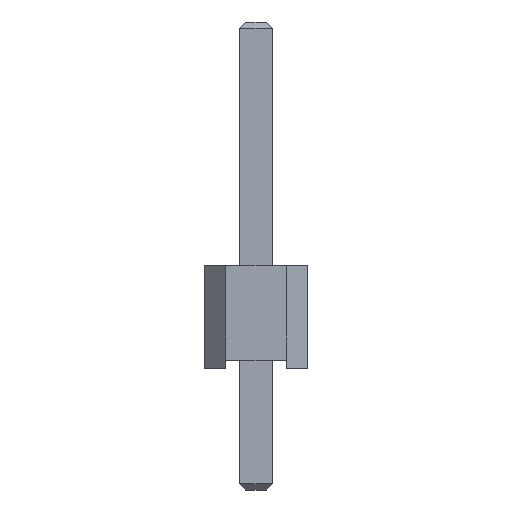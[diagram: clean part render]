
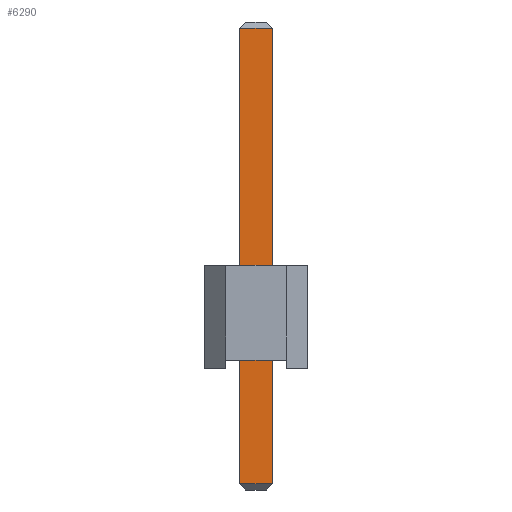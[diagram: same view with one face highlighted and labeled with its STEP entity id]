
A CAD part, front view. The second image highlights one B-rep face of the part: STEP entity #6290.
In plain terms, the highlighted planar face has unit normal (0, -1, 0).
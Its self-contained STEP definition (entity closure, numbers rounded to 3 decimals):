
#5878 = PLANE('',#5879);
#5879 = AXIS2_PLACEMENT_3D('',#5880,#5881,#5882);
#5880 = CARTESIAN_POINT('',(-0.4,-0.4,-3.));
#5881 = DIRECTION('',(-1.,0.,0.));
#5882 = DIRECTION('',(0.,1.,0.));
#5934 = PLANE('',#5935);
#5935 = AXIS2_PLACEMENT_3D('',#5936,#5937,#5938);
#5936 = CARTESIAN_POINT('',(0.4,0.4,-3.));
#5937 = DIRECTION('',(1.,0.,0.));
#5938 = DIRECTION('',(0.,-1.,0.));
#5975 = EDGE_CURVE('',#5976,#5978,#5980,.T.);
#5976 = VERTEX_POINT('',#5977);
#5977 = CARTESIAN_POINT('',(-0.4,-0.4,-2.85));
#5978 = VERTEX_POINT('',#5979);
#5979 = CARTESIAN_POINT('',(-0.4,-0.4,8.39));
#5980 = SURFACE_CURVE('',#5981,(#5985,#5992),.PCURVE_S1.);
#5981 = LINE('',#5982,#5983);
#5982 = CARTESIAN_POINT('',(-0.4,-0.4,-3.));
#5983 = VECTOR('',#5984,1.);
#5984 = DIRECTION('',(0.,0.,1.));
#5985 = PCURVE('',#5878,#5986);
#5986 = DEFINITIONAL_REPRESENTATION('',(#5987),#5991);
#5987 = LINE('',#5988,#5989);
#5988 = CARTESIAN_POINT('',(0.,0.));
#5989 = VECTOR('',#5990,1.);
#5990 = DIRECTION('',(0.,-1.));
#5991 = ( GEOMETRIC_REPRESENTATION_CONTEXT(2) 
PARAMETRIC_REPRESENTATION_CONTEXT() REPRESENTATION_CONTEXT('2D SPACE',''
  ) );
#5992 = PCURVE('',#5993,#5998);
#5993 = PLANE('',#5994);
#5994 = AXIS2_PLACEMENT_3D('',#5995,#5996,#5997);
#5995 = CARTESIAN_POINT('',(0.4,-0.4,-3.));
#5996 = DIRECTION('',(0.,-1.,0.));
#5997 = DIRECTION('',(-1.,0.,0.));
#5998 = DEFINITIONAL_REPRESENTATION('',(#5999),#6003);
#5999 = LINE('',#6000,#6001);
#6000 = CARTESIAN_POINT('',(0.8,0.));
#6001 = VECTOR('',#6002,1.);
#6002 = DIRECTION('',(0.,-1.));
#6003 = ( GEOMETRIC_REPRESENTATION_CONTEXT(2) 
PARAMETRIC_REPRESENTATION_CONTEXT() REPRESENTATION_CONTEXT('2D SPACE',''
  ) );
#6225 = VERTEX_POINT('',#6226);
#6226 = CARTESIAN_POINT('',(0.4,-0.4,8.39));
#6247 = EDGE_CURVE('',#6248,#6225,#6250,.T.);
#6248 = VERTEX_POINT('',#6249);
#6249 = CARTESIAN_POINT('',(0.4,-0.4,-2.85));
#6250 = SURFACE_CURVE('',#6251,(#6255,#6262),.PCURVE_S1.);
#6251 = LINE('',#6252,#6253);
#6252 = CARTESIAN_POINT('',(0.4,-0.4,-3.));
#6253 = VECTOR('',#6254,1.);
#6254 = DIRECTION('',(0.,0.,1.));
#6255 = PCURVE('',#5934,#6256);
#6256 = DEFINITIONAL_REPRESENTATION('',(#6257),#6261);
#6257 = LINE('',#6258,#6259);
#6258 = CARTESIAN_POINT('',(0.8,0.));
#6259 = VECTOR('',#6260,1.);
#6260 = DIRECTION('',(0.,-1.));
#6261 = ( GEOMETRIC_REPRESENTATION_CONTEXT(2) 
PARAMETRIC_REPRESENTATION_CONTEXT() REPRESENTATION_CONTEXT('2D SPACE',''
  ) );
#6262 = PCURVE('',#5993,#6263);
#6263 = DEFINITIONAL_REPRESENTATION('',(#6264),#6268);
#6264 = LINE('',#6265,#6266);
#6265 = CARTESIAN_POINT('',(0.,-0.));
#6266 = VECTOR('',#6267,1.);
#6267 = DIRECTION('',(0.,-1.));
#6268 = ( GEOMETRIC_REPRESENTATION_CONTEXT(2) 
PARAMETRIC_REPRESENTATION_CONTEXT() REPRESENTATION_CONTEXT('2D SPACE',''
  ) );
#6290 = ADVANCED_FACE('',(#6291),#5993,.T.);
#6291 = FACE_BOUND('',#6292,.T.);
#6292 = EDGE_LOOP('',(#6293,#6294,#6320,#6321));
#6293 = ORIENTED_EDGE('',*,*,#6247,.T.);
#6294 = ORIENTED_EDGE('',*,*,#6295,.T.);
#6295 = EDGE_CURVE('',#6225,#5978,#6296,.T.);
#6296 = SURFACE_CURVE('',#6297,(#6301,#6308),.PCURVE_S1.);
#6297 = LINE('',#6298,#6299);
#6298 = CARTESIAN_POINT('',(0.4,-0.4,8.39));
#6299 = VECTOR('',#6300,1.);
#6300 = DIRECTION('',(-1.,0.,0.));
#6301 = PCURVE('',#5993,#6302);
#6302 = DEFINITIONAL_REPRESENTATION('',(#6303),#6307);
#6303 = LINE('',#6304,#6305);
#6304 = CARTESIAN_POINT('',(0.,-11.39));
#6305 = VECTOR('',#6306,1.);
#6306 = DIRECTION('',(1.,0.));
#6307 = ( GEOMETRIC_REPRESENTATION_CONTEXT(2) 
PARAMETRIC_REPRESENTATION_CONTEXT() REPRESENTATION_CONTEXT('2D SPACE',''
  ) );
#6308 = PCURVE('',#6309,#6314);
#6309 = PLANE('',#6310);
#6310 = AXIS2_PLACEMENT_3D('',#6311,#6312,#6313);
#6311 = CARTESIAN_POINT('',(0.4,-0.325,8.465));
#6312 = DIRECTION('',(0.,-0.707,0.707));
#6313 = DIRECTION('',(1.,0.,0.));
#6314 = DEFINITIONAL_REPRESENTATION('',(#6315),#6319);
#6315 = LINE('',#6316,#6317);
#6316 = CARTESIAN_POINT('',(-0.,-0.106));
#6317 = VECTOR('',#6318,1.);
#6318 = DIRECTION('',(-1.,0.));
#6319 = ( GEOMETRIC_REPRESENTATION_CONTEXT(2) 
PARAMETRIC_REPRESENTATION_CONTEXT() REPRESENTATION_CONTEXT('2D SPACE',''
  ) );
#6320 = ORIENTED_EDGE('',*,*,#5975,.F.);
#6321 = ORIENTED_EDGE('',*,*,#6322,.F.);
#6322 = EDGE_CURVE('',#6248,#5976,#6323,.T.);
#6323 = SURFACE_CURVE('',#6324,(#6328,#6335),.PCURVE_S1.);
#6324 = LINE('',#6325,#6326);
#6325 = CARTESIAN_POINT('',(0.4,-0.4,-2.85));
#6326 = VECTOR('',#6327,1.);
#6327 = DIRECTION('',(-1.,0.,0.));
#6328 = PCURVE('',#5993,#6329);
#6329 = DEFINITIONAL_REPRESENTATION('',(#6330),#6334);
#6330 = LINE('',#6331,#6332);
#6331 = CARTESIAN_POINT('',(0.,-0.15));
#6332 = VECTOR('',#6333,1.);
#6333 = DIRECTION('',(1.,0.));
#6334 = ( GEOMETRIC_REPRESENTATION_CONTEXT(2) 
PARAMETRIC_REPRESENTATION_CONTEXT() REPRESENTATION_CONTEXT('2D SPACE',''
  ) );
#6335 = PCURVE('',#6336,#6341);
#6336 = PLANE('',#6337);
#6337 = AXIS2_PLACEMENT_3D('',#6338,#6339,#6340);
#6338 = CARTESIAN_POINT('',(0.4,-0.325,-2.925));
#6339 = DIRECTION('',(0.,0.707,0.707)
  );
#6340 = DIRECTION('',(1.,0.,0.));
#6341 = DEFINITIONAL_REPRESENTATION('',(#6342),#6346);
#6342 = LINE('',#6343,#6344);
#6343 = CARTESIAN_POINT('',(-0.,-0.106));
#6344 = VECTOR('',#6345,1.);
#6345 = DIRECTION('',(-1.,0.));
#6346 = ( GEOMETRIC_REPRESENTATION_CONTEXT(2) 
PARAMETRIC_REPRESENTATION_CONTEXT() REPRESENTATION_CONTEXT('2D SPACE',''
  ) );
